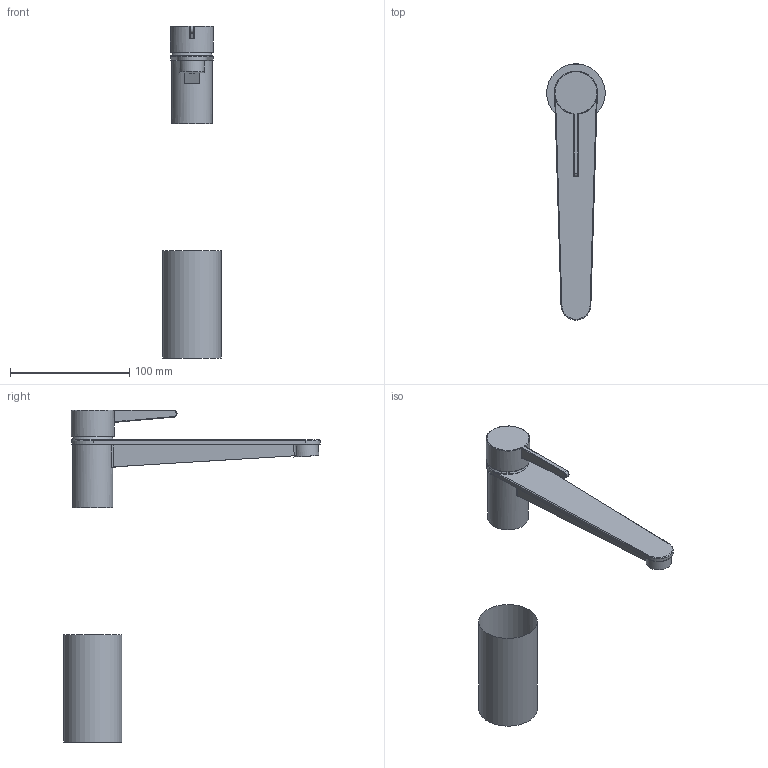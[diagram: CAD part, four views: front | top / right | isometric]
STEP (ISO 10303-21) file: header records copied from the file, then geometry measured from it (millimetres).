
FILE_DESCRIPTION(/* description */ (''),/* implementation_level */ '2;1');
FILE_NAME(/* name */ 'TVW127005000.step',/* time_stamp */ '2022-12-05T12:38:44+01:00',/* author */ (''),/* organization */ (''),/* preprocessor_version */ 'ST-DEVELOPER v19.2',/* originating_system */ 'Autodesk Translation Framework v11.17.0.187',/* authorisation */ '');
FILE_SCHEMA (('AUTOMOTIVE_DESIGN { 1 0 10303 214 3 1 1 }'));
Length unit declared in the file: millimetre
Products named in the file (13): (Nicht gespeichert); 65802; 65801; 65782; 65781; 66522; 66521; 66512; 66511; AC64CR947-572FUN; NEOPERL-TT-16_5X1_SHORT; 6579; 6653
Assembly tree (12 placements, depth 2):
  (Nicht gespeichert)
    65802
    65801
    65782
    65781
    66522
    66521
    66512
    66511
    AC64CR947-572FUN
    NEOPERL-TT-16_5X1_SHORT
    6579
    6653
Bounding box: 48.9 x 214.91 x 278 mm (x, y, z)
Volume: 409223.3 mm3; surface area: 78106.1 mm2
Topology: 5 solids, 5 shells, 170 faces, 429 edges, 273 vertices
Faces by surface type: plane 75, cylinder 39, torus 25, bspline 24, cone 7
Full cylindrical faces by diameter (mm): 4.2 x1, 21 x1, 28.2 x2, 30.5 x1, 31.8 x1, 32 x1, 33.8 x1, 36.2 x1, 49 x1
Entity records: 9020 total; most frequent: CARTESIAN_POINT 4616, DIRECTION 888, ORIENTED_EDGE 858, EDGE_CURVE 429, AXIS2_PLACEMENT_3D 362, VERTEX_POINT 273, EDGE_LOOP 180, FACE_OUTER_BOUND 170
